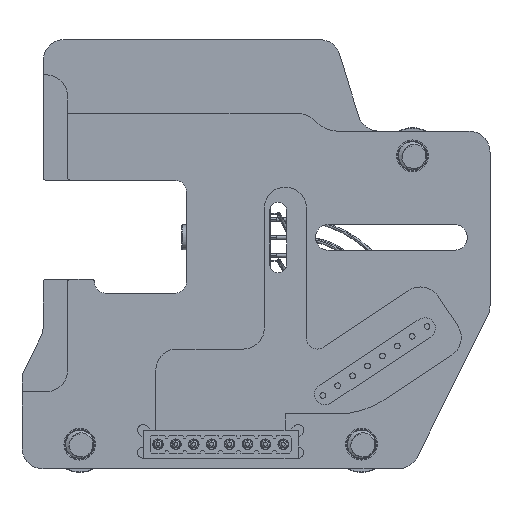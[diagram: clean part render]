
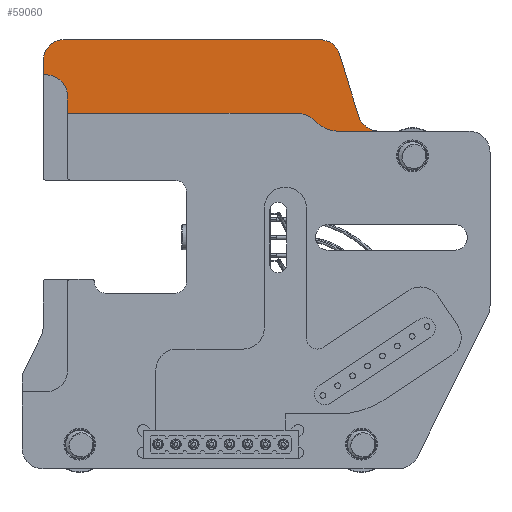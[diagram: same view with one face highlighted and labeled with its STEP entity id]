
A CAD part, front view. The second image highlights one B-rep face of the part: STEP entity #59060.
In plain terms, the highlighted planar face has unit normal (0, -1, 0).
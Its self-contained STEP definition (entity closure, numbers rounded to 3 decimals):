
#4947 = DIRECTION ( 'NONE',  ( 0., 0., 1. ) ) ;
#4948 = DIRECTION ( 'NONE',  ( 0., 1., 0. ) ) ;
#4949 = CARTESIAN_POINT ( 'NONE',  ( 5.713, 6., 16.025 ) ) ;
#4950 = AXIS2_PLACEMENT_3D ( 'NONE', #4949, #4948, #4947 ) ;
#4957 = CIRCLE ( 'NONE', #4950, 4. ) ;
#4961 = PLANE ( 'NONE',  #5062 ) ;
#4995 = FACE_OUTER_BOUND ( 'NONE', #58960, .T. ) ;
#5031 = DIRECTION ( 'NONE',  ( 1., 0., 0. ) ) ;
#5032 = VECTOR ( 'NONE', #5031, 1000. ) ;
#5034 = CARTESIAN_POINT ( 'NONE',  ( 17.441, 6., 17.475 ) ) ;
#5041 = LINE ( 'NONE', #5034, #5032 ) ;
#5051 = DIRECTION ( 'NONE',  ( 0., 0., 1. ) ) ;
#5053 = DIRECTION ( 'NONE',  ( 0., 1., 0. ) ) ;
#5061 = CARTESIAN_POINT ( 'NONE',  ( 17.441, 6., 30.475 ) ) ;
#5062 = AXIS2_PLACEMENT_3D ( 'NONE', #5061, #5053, #5051 ) ;
#7006 = CARTESIAN_POINT ( 'NONE',  ( 9.009, 6., 30.475 ) ) ;
#7200 = DIRECTION ( 'NONE',  ( 0.294, 0., -0.956 ) ) ;
#7201 = VECTOR ( 'NONE', #7200, 1000. ) ;
#7202 = CARTESIAN_POINT ( 'NONE',  ( 15.225, 6., 17.475 ) ) ;
#7204 = LINE ( 'NONE', #7202, #7201 ) ;
#7209 = CARTESIAN_POINT ( 'NONE',  ( 17.441, 6., 17.475 ) ) ;
#7212 = CARTESIAN_POINT ( 'NONE',  ( 14.573, 6., 19.593 ) ) ;
#7214 = DIRECTION ( 'NONE',  ( 0., 0., 1. ) ) ;
#7216 = DIRECTION ( 'NONE',  ( 0., -1., 0. ) ) ;
#7217 = CARTESIAN_POINT ( 'NONE',  ( 17.441, 6., 20.475 ) ) ;
#7218 = AXIS2_PLACEMENT_3D ( 'NONE', #7217, #7216, #7214 ) ;
#7219 = CIRCLE ( 'NONE', #7218, 3. ) ;
#7315 = CARTESIAN_POINT ( 'NONE',  ( 11.877, 6., 28.357 ) ) ;
#31217 = VERTEX_POINT ( 'NONE', #50814 ) ;
#34379 = EDGE_CURVE ( 'NONE', #56553, #58879, #51128, .T. ) ;
#34786 = VERTEX_POINT ( 'NONE', #51185 ) ;
#36990 = EDGE_CURVE ( 'NONE', #34786, #31217, #51248, .T. ) ;
#42165 = VERTEX_POINT ( 'NONE', #57078 ) ;
#42182 = VERTEX_POINT ( 'NONE', #57133 ) ;
#42183 = EDGE_CURVE ( 'NONE', #42182, #42196, #57132, .T. ) ;
#42196 = VERTEX_POINT ( 'NONE', #57177 ) ;
#42199 = EDGE_CURVE ( 'NONE', #55891, #42196, #57175, .T. ) ;
#42250 = EDGE_CURVE ( 'NONE', #42182, #42165, #57338, .T. ) ;
#50814 = CARTESIAN_POINT ( 'NONE',  ( 11.569, 6., 17.475 ) ) ;
#51124 = DIRECTION ( 'NONE',  ( 1., 0., 0. ) ) ;
#51125 = VECTOR ( 'NONE', #51124, 1000. ) ;
#51127 = CARTESIAN_POINT ( 'NONE',  ( 9.441, 6., 20.025 ) ) ;
#51128 = LINE ( 'NONE', #51127, #51125 ) ;
#51185 = CARTESIAN_POINT ( 'NONE',  ( 8.641, 6., 18.75 ) ) ;
#51244 = DIRECTION ( 'NONE',  ( 0., 0., 1. ) ) ;
#51245 = DIRECTION ( 'NONE',  ( 0., -1., 0. ) ) ;
#51246 = CARTESIAN_POINT ( 'NONE',  ( 11.569, 6., 21.475 ) ) ;
#51247 = AXIS2_PLACEMENT_3D ( 'NONE', #51246, #51245, #51244 ) ;
#51248 = CIRCLE ( 'NONE', #51247, 4. ) ;
#51465 = EDGE_CURVE ( 'NONE', #56553, #42165, #75180, .T. ) ;
#55830 = EDGE_CURVE ( 'NONE', #59478, #58693, #76419, .T. ) ;
#55891 = VERTEX_POINT ( 'NONE', #76413 ) ;
#55903 = EDGE_CURVE ( 'NONE', #58693, #55891, #76400, .T. ) ;
#56553 = VERTEX_POINT ( 'NONE', #76642 ) ;
#57078 = CARTESIAN_POINT ( 'NONE',  ( -26.775, 6., 22.475 ) ) ;
#57129 = DIRECTION ( 'NONE',  ( -1., 0., 0. ) ) ;
#57130 = VECTOR ( 'NONE', #57129, 1000. ) ;
#57131 = CARTESIAN_POINT ( 'NONE',  ( -33.225, 6., 25.475 ) ) ;
#57132 = LINE ( 'NONE', #57131, #57130 ) ;
#57133 = CARTESIAN_POINT ( 'NONE',  ( -29.775, 6., 25.475 ) ) ;
#57172 = DIRECTION ( 'NONE',  ( 0., 0., -1. ) ) ;
#57173 = VECTOR ( 'NONE', #57172, 1000. ) ;
#57174 = CARTESIAN_POINT ( 'NONE',  ( -30.225, 6., 20.025 ) ) ;
#57175 = LINE ( 'NONE', #57174, #57173 ) ;
#57177 = CARTESIAN_POINT ( 'NONE',  ( -30.225, 6., 25.475 ) ) ;
#57334 = DIRECTION ( 'NONE',  ( 0., 0., 1. ) ) ;
#57335 = DIRECTION ( 'NONE',  ( 0., 1., 0. ) ) ;
#57336 = CARTESIAN_POINT ( 'NONE',  ( -29.775, 6., 22.475 ) ) ;
#57337 = AXIS2_PLACEMENT_3D ( 'NONE', #57336, #57335, #57334 ) ;
#57338 = CIRCLE ( 'NONE', #57337, 3. ) ;
#58693 = VERTEX_POINT ( 'NONE', #77242 ) ;
#58697 = EDGE_CURVE ( 'NONE', #59548, #59478, #77301, .T. ) ;
#58879 = VERTEX_POINT ( 'NONE', #77794 ) ;
#58960 = EDGE_LOOP ( 'NONE', ( #59062, #59054, #59055, #59067, #59052, #59051, #58982, #59066, #59079, #59070, #59071, #59103, #59104 ) ) ;
#58982 = ORIENTED_EDGE ( 'NONE', *, *, #55830, .T. ) ;
#59049 = EDGE_CURVE ( 'NONE', #58879, #34786, #4957, .T. ) ;
#59051 = ORIENTED_EDGE ( 'NONE', *, *, #58697, .T. ) ;
#59052 = ORIENTED_EDGE ( 'NONE', *, *, #59529, .F. ) ;
#59054 = ORIENTED_EDGE ( 'NONE', *, *, #36990, .T. ) ;
#59055 = ORIENTED_EDGE ( 'NONE', *, *, #59069, .T. ) ;
#59060 = ADVANCED_FACE ( 'NONE', ( #4995 ), #4961, .F. ) ;
#59062 = ORIENTED_EDGE ( 'NONE', *, *, #59049, .T. ) ;
#59066 = ORIENTED_EDGE ( 'NONE', *, *, #55903, .T. ) ;
#59067 = ORIENTED_EDGE ( 'NONE', *, *, #59525, .F. ) ;
#59069 = EDGE_CURVE ( 'NONE', #31217, #59528, #5041, .T. ) ;
#59070 = ORIENTED_EDGE ( 'NONE', *, *, #42183, .F. ) ;
#59071 = ORIENTED_EDGE ( 'NONE', *, *, #42250, .T. ) ;
#59079 = ORIENTED_EDGE ( 'NONE', *, *, #42199, .T. ) ;
#59103 = ORIENTED_EDGE ( 'NONE', *, *, #51465, .F. ) ;
#59104 = ORIENTED_EDGE ( 'NONE', *, *, #34379, .T. ) ;
#59478 = VERTEX_POINT ( 'NONE', #7006 ) ;
#59525 = EDGE_CURVE ( 'NONE', #59527, #59528, #7219, .T. ) ;
#59527 = VERTEX_POINT ( 'NONE', #7212 ) ;
#59528 = VERTEX_POINT ( 'NONE', #7209 ) ;
#59529 = EDGE_CURVE ( 'NONE', #59548, #59527, #7204, .T. ) ;
#59548 = VERTEX_POINT ( 'NONE', #7315 ) ;
#75170 = DIRECTION ( 'NONE',  ( 0., 0., 1. ) ) ;
#75171 = VECTOR ( 'NONE', #75170, 1000. ) ;
#75172 = CARTESIAN_POINT ( 'NONE',  ( -26.775, 6., 25.475 ) ) ;
#75180 = LINE ( 'NONE', #75172, #75171 ) ;
#76394 = DIRECTION ( 'NONE',  ( 0., 0., 1. ) ) ;
#76395 = DIRECTION ( 'NONE',  ( 0., -1., 0. ) ) ;
#76397 = CARTESIAN_POINT ( 'NONE',  ( -27.225, 6., 27.475 ) ) ;
#76398 = AXIS2_PLACEMENT_3D ( 'NONE', #76397, #76395, #76394 ) ;
#76400 = CIRCLE ( 'NONE', #76398, 3. ) ;
#76413 = CARTESIAN_POINT ( 'NONE',  ( -30.225, 6., 27.475 ) ) ;
#76415 = DIRECTION ( 'NONE',  ( -1., 0., 0. ) ) ;
#76416 = VECTOR ( 'NONE', #76415, 1000. ) ;
#76418 = CARTESIAN_POINT ( 'NONE',  ( -30.225, 6., 30.475 ) ) ;
#76419 = LINE ( 'NONE', #76418, #76416 ) ;
#76642 = CARTESIAN_POINT ( 'NONE',  ( -26.775, 6., 20.025 ) ) ;
#77242 = CARTESIAN_POINT ( 'NONE',  ( -27.225, 6., 30.475 ) ) ;
#77294 = DIRECTION ( 'NONE',  ( 0., 0., 1. ) ) ;
#77296 = DIRECTION ( 'NONE',  ( 0., -1., 0. ) ) ;
#77298 = CARTESIAN_POINT ( 'NONE',  ( 9.009, 6., 27.475 ) ) ;
#77300 = AXIS2_PLACEMENT_3D ( 'NONE', #77298, #77296, #77294 ) ;
#77301 = CIRCLE ( 'NONE', #77300, 3. ) ;
#77794 = CARTESIAN_POINT ( 'NONE',  ( 5.713, 6., 20.025 ) ) ;
